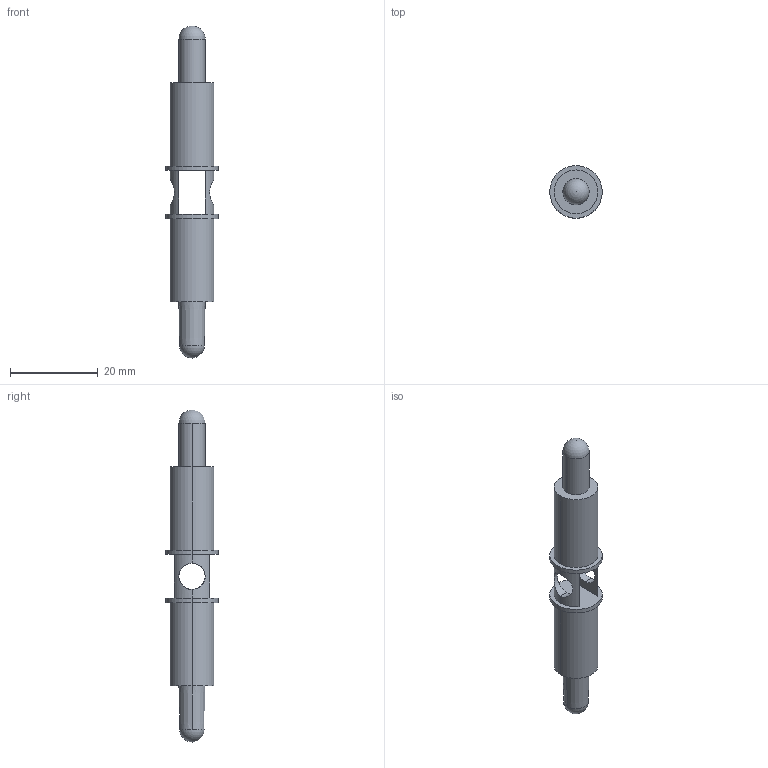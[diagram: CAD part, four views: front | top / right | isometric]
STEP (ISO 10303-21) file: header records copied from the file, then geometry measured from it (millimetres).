
FILE_DESCRIPTION (( 'STEP AP203' ), '1' );
FILE_NAME ('joint linker 1.1_Default_sldprt.STEP', '2025-08-06T18:24:30', ( '' ), ( '' ), 'SwSTEP 2.0', 'SolidWorks 2025', '' );
FILE_SCHEMA (( 'CONFIG_CONTROL_DESIGN' ));
Length unit declared in the file: millimetre
Products named in the file (1): joint linker 1.1_Default_sldprt
Bounding box: 12 x 12 x 75.83 mm (x, y, z)
Volume: 3987.8 mm3; surface area: 2385 mm2
Topology: 1 solids, 1 shells, 29 faces, 68 edges, 44 vertices
Faces by surface type: cylinder 17, plane 8, cone 2, sphere 2
Entity records: 1021 total; most frequent: CARTESIAN_POINT 260, DIRECTION 154, ORIENTED_EDGE 128, EDGE_CURVE 64, AXIS2_PLACEMENT_3D 64, VERTEX_POINT 42, EDGE_LOOP 40, CIRCLE 34
